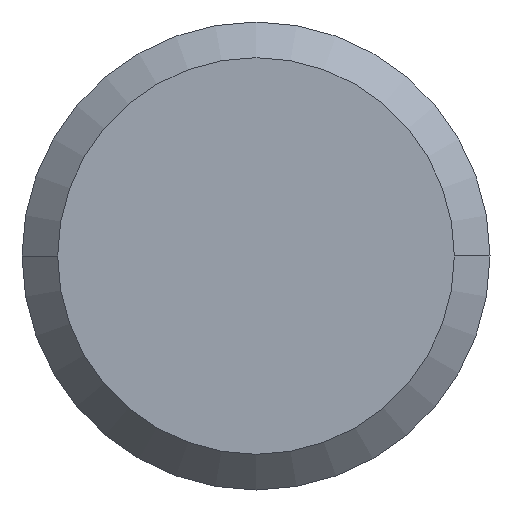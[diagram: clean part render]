
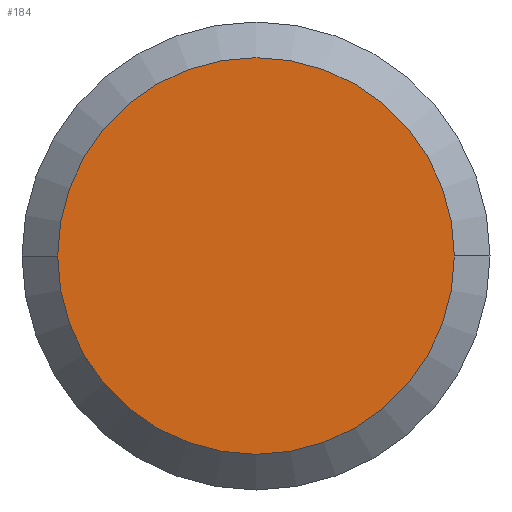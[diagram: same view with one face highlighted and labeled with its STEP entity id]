
A CAD part, left-side view. The second image highlights one B-rep face of the part: STEP entity #184.
In plain terms, the highlighted planar face has unit normal (-1, 0, 0).
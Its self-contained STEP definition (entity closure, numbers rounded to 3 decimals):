
#3 = CARTESIAN_POINT ( 'NONE',  ( 0., 0., 0. ) ) ;
#10 = VERTEX_POINT ( 'NONE', #366 ) ;
#14 = EDGE_CURVE ( 'NONE', #222, #10, #35, .T. ) ;
#35 = CIRCLE ( 'NONE', #253, 4.238 ) ;
#49 = ORIENTED_EDGE ( 'NONE', *, *, #14, .F. ) ;
#52 = CARTESIAN_POINT ( 'NONE',  ( 0., 4.238, 0. ) ) ;
#83 = DIRECTION ( 'NONE',  ( -1., 0., 0. ) ) ;
#89 = CIRCLE ( 'NONE', #200, 4.238 ) ;
#95 = AXIS2_PLACEMENT_3D ( 'NONE', #169, #83, #402 ) ;
#110 = DIRECTION ( 'NONE',  ( 1., 0., 0. ) ) ;
#130 = FACE_OUTER_BOUND ( 'NONE', #207, .T. ) ;
#160 = DIRECTION ( 'NONE',  ( 1., 0., 0. ) ) ;
#169 = CARTESIAN_POINT ( 'NONE',  ( 0., 0., 0. ) ) ;
#183 = CARTESIAN_POINT ( 'NONE',  ( 0., 0., 0. ) ) ;
#184 = ADVANCED_FACE ( 'NONE', ( #130 ), #203, .T. ) ;
#187 = DIRECTION ( 'NONE',  ( 0., 1., 0. ) ) ;
#200 = AXIS2_PLACEMENT_3D ( 'NONE', #183, #160, #187 ) ;
#203 = PLANE ( 'NONE',  #95 ) ;
#207 = EDGE_LOOP ( 'NONE', ( #49, #370 ) ) ;
#222 = VERTEX_POINT ( 'NONE', #52 ) ;
#253 = AXIS2_PLACEMENT_3D ( 'NONE', #3, #110, #395 ) ;
#345 = EDGE_CURVE ( 'NONE', #10, #222, #89, .T. ) ;
#366 = CARTESIAN_POINT ( 'NONE',  ( 0., -4.238, 0. ) ) ;
#370 = ORIENTED_EDGE ( 'NONE', *, *, #345, .F. ) ;
#395 = DIRECTION ( 'NONE',  ( 0., 1., 0. ) ) ;
#402 = DIRECTION ( 'NONE',  ( 0., -1., 0. ) ) ;
